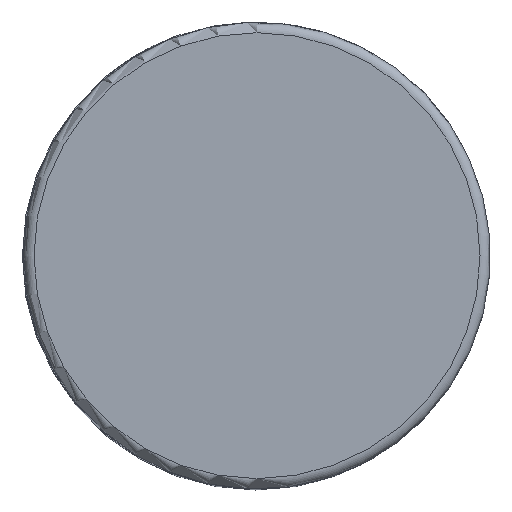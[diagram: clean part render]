
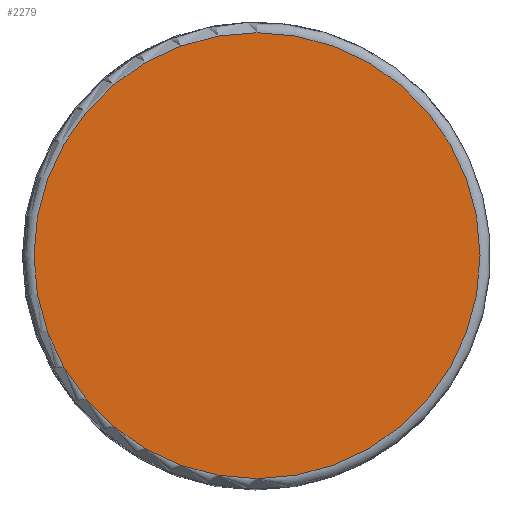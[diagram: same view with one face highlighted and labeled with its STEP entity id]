
A CAD part, top view. The second image highlights one B-rep face of the part: STEP entity #2279.
In plain terms, the highlighted planar face has unit normal (0, 0, 1).
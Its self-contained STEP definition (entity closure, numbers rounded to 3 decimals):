
#120=PLANE('',#2456);
#208=FACE_OUTER_BOUND('',#353,.T.);
#353=EDGE_LOOP('',(#1743));
#924=CIRCLE('',#2450,46.01);
#1061=VERTEX_POINT('',#4127);
#1311=EDGE_CURVE('',#1061,#1061,#924,.T.);
#1743=ORIENTED_EDGE('',*,*,#1311,.F.);
#2279=ADVANCED_FACE('',(#208),#120,.T.);
#2450=AXIS2_PLACEMENT_3D('',#4128,#2786,#2787);
#2456=AXIS2_PLACEMENT_3D('',#4138,#2799,#2800);
#2786=DIRECTION('center_axis',(0.,0.,-1.));
#2787=DIRECTION('ref_axis',(0.996,0.087,0.));
#2799=DIRECTION('center_axis',(0.,0.,1.));
#2800=DIRECTION('ref_axis',(-0.996,-0.087,0.));
#4127=CARTESIAN_POINT('',(-48.065,1.105,162.143));
#4128=CARTESIAN_POINT('Origin',(-2.055,1.105,162.143));
#4138=CARTESIAN_POINT('Origin',(-2.055,1.105,162.143));
